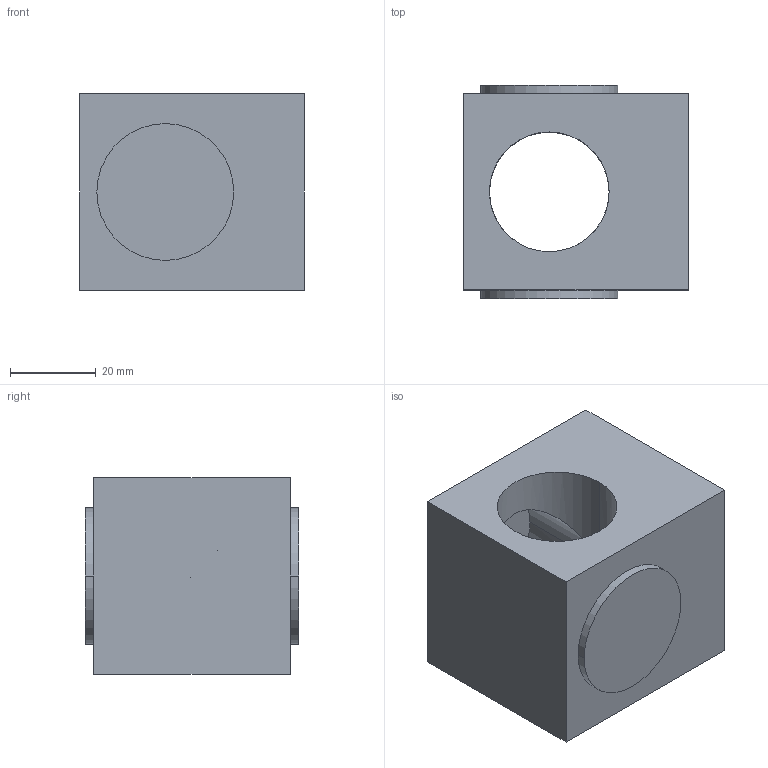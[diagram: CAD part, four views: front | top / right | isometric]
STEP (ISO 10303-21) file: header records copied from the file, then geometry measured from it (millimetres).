
FILE_DESCRIPTION(('STEP AP214'),'1');
FILE_NAME('cctmp_E1A89DE1-E771-41F4-881D-B04E63198EBD_2020_1_16_7_12_47_802..stp','2020-01-16T06:12:47',('Bosch Rexroth AG'),('CADClick - www.CADClick.com'),'Spatial InterOp 3D',' ','unknown authorization - (Healing Option Enabled)');
FILE_SCHEMA(('AUTOMOTIVE_DESIGN'));
Length unit declared in the file: millimetre
Products named in the file (1): 2020_01_16__07-12-47-802
Bounding box: 52.5 x 49.9 x 45.9 mm (x, y, z)
Volume: 71933.1 mm3; surface area: 19193.9 mm2
Topology: 1 solids, 1 shells, 22 faces, 44 edges, 26 vertices
Faces by surface type: cylinder 12, plane 10
Entity records: 772 total; most frequent: DIRECTION 110, CARTESIAN_POINT 93, ORIENTED_EDGE 88, EDGE_CURVE 44, AXIS2_PLACEMENT_3D 43, EDGE_LOOP 26, VERTEX_POINT 26, LINE 24
